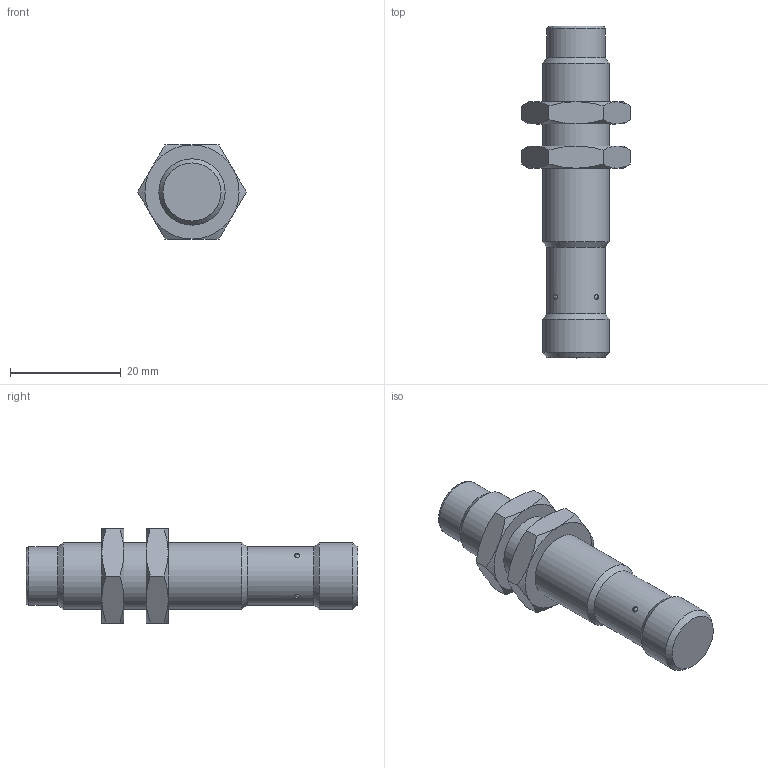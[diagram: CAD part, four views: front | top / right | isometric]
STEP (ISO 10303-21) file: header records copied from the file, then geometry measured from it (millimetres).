
FILE_DESCRIPTION (( 'STEP AP214' ), '1' );
FILE_NAME ('DW-AS-512-M12.STEP', '2021-07-27T11:19:08', ( '' ), ( '' ), 'SwSTEP 2.0', 'SolidWorks 2021', '' );
FILE_SCHEMA (( 'AUTOMOTIVE_DESIGN' ));
Length unit declared in the file: inch
Products named in the file (4): 2; DW-AS-512-M12; 3; 1
Assembly tree (3 placements, depth 2):
  DW-AS-512-M12
    1
    2
    3
Bounding box: 19.63 x 60 x 17 mm (x, y, z)
Volume: 7467 mm3; surface area: 3662.6 mm2
Topology: 3 solids, 3 shells, 65 faces, 152 edges, 89 vertices
Faces by surface type: cone 32, plane 18, cylinder 10, bspline 5
Full cylindrical faces by diameter (mm): 1 x4, 10.5 x2, 10.961 x2, 12 x2
Entity records: 2056 total; most frequent: CARTESIAN_POINT 671, DIRECTION 242, ORIENTED_EDGE 232, EDGE_CURVE 116, AXIS2_PLACEMENT_3D 115, EDGE_LOOP 92, VERTEX_POINT 80, FACE_OUTER_BOUND 76
